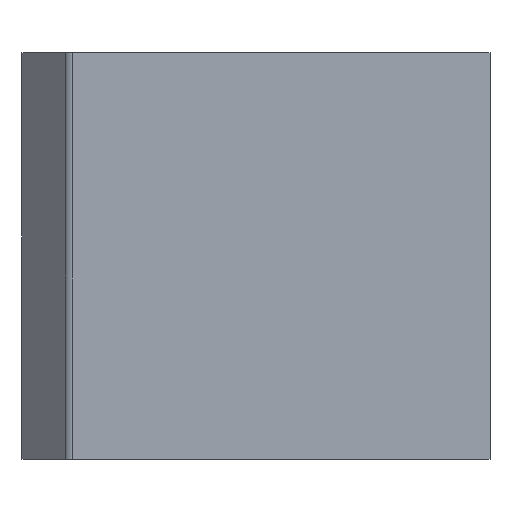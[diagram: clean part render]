
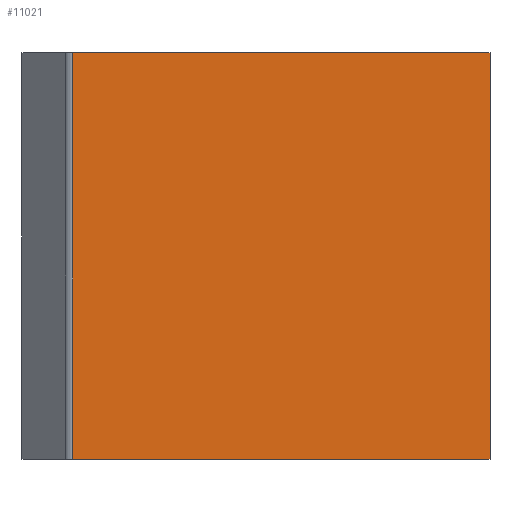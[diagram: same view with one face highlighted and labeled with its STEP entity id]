
A CAD part, top view. The second image highlights one B-rep face of the part: STEP entity #11021.
In plain terms, the highlighted planar face has unit normal (0, 0, 1).
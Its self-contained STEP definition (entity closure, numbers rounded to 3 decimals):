
#555 = CARTESIAN_POINT ( 'NONE',  ( 0., 130., 3. ) ) ;
#2059 = LINE ( 'NONE', #29142, #26309 ) ;
#4393 = FACE_OUTER_BOUND ( 'NONE', #23165, .T. ) ;
#4565 = CARTESIAN_POINT ( 'NONE',  ( -266.55, -130., 3. ) ) ;
#5317 = LINE ( 'NONE', #25075, #26944 ) ;
#6720 = EDGE_CURVE ( 'NONE', #33097, #34294, #23872, .T. ) ;
#8245 = ORIENTED_EDGE ( 'NONE', *, *, #15446, .F. ) ;
#11021 = ADVANCED_FACE ( 'NONE', ( #4393 ), #11388, .T. ) ;
#11388 = PLANE ( 'NONE',  #31806 ) ;
#12825 = VECTOR ( 'NONE', #32249, 1000. ) ;
#15068 = DIRECTION ( 'NONE',  ( 0., -1., 0. ) ) ;
#15446 = EDGE_CURVE ( 'NONE', #32853, #34294, #35022, .T. ) ;
#17292 = VERTEX_POINT ( 'NONE', #555 ) ;
#20500 = ORIENTED_EDGE ( 'NONE', *, *, #32722, .F. ) ;
#22275 = CARTESIAN_POINT ( 'NONE',  ( 0., -130., 3. ) ) ;
#23165 = EDGE_LOOP ( 'NONE', ( #8245, #20500, #26414, #29494 ) ) ;
#23872 = LINE ( 'NONE', #28853, #12825 ) ;
#24463 = DIRECTION ( 'NONE',  ( 0., 0., 1. ) ) ;
#25075 = CARTESIAN_POINT ( 'NONE',  ( 0., 130., 3. ) ) ;
#26309 = VECTOR ( 'NONE', #35593, 1000. ) ;
#26414 = ORIENTED_EDGE ( 'NONE', *, *, #34514, .T. ) ;
#26944 = VECTOR ( 'NONE', #15068, 1000. ) ;
#28853 = CARTESIAN_POINT ( 'NONE',  ( -266.55, 130., 3. ) ) ;
#29142 = CARTESIAN_POINT ( 'NONE',  ( 0., 130., 3. ) ) ;
#29494 = ORIENTED_EDGE ( 'NONE', *, *, #6720, .T. ) ;
#31339 = CARTESIAN_POINT ( 'NONE',  ( 0., -130., 3. ) ) ;
#31806 = AXIS2_PLACEMENT_3D ( 'NONE', #38140, #24463, #34588 ) ;
#32249 = DIRECTION ( 'NONE',  ( 0., -1., 0. ) ) ;
#32722 = EDGE_CURVE ( 'NONE', #17292, #32853, #5317, .T. ) ;
#32853 = VERTEX_POINT ( 'NONE', #22275 ) ;
#33097 = VERTEX_POINT ( 'NONE', #36806 ) ;
#34294 = VERTEX_POINT ( 'NONE', #4565 ) ;
#34514 = EDGE_CURVE ( 'NONE', #17292, #33097, #2059, .T. ) ;
#34588 = DIRECTION ( 'NONE',  ( 1., 0., 0. ) ) ;
#35022 = LINE ( 'NONE', #31339, #35574 ) ;
#35574 = VECTOR ( 'NONE', #40887, 1000. ) ;
#35593 = DIRECTION ( 'NONE',  ( -1., 0., 0. ) ) ;
#36806 = CARTESIAN_POINT ( 'NONE',  ( -266.55, 130., 3. ) ) ;
#38140 = CARTESIAN_POINT ( 'NONE',  ( 0., 130., 3. ) ) ;
#40887 = DIRECTION ( 'NONE',  ( -1., 0., 0. ) ) ;
